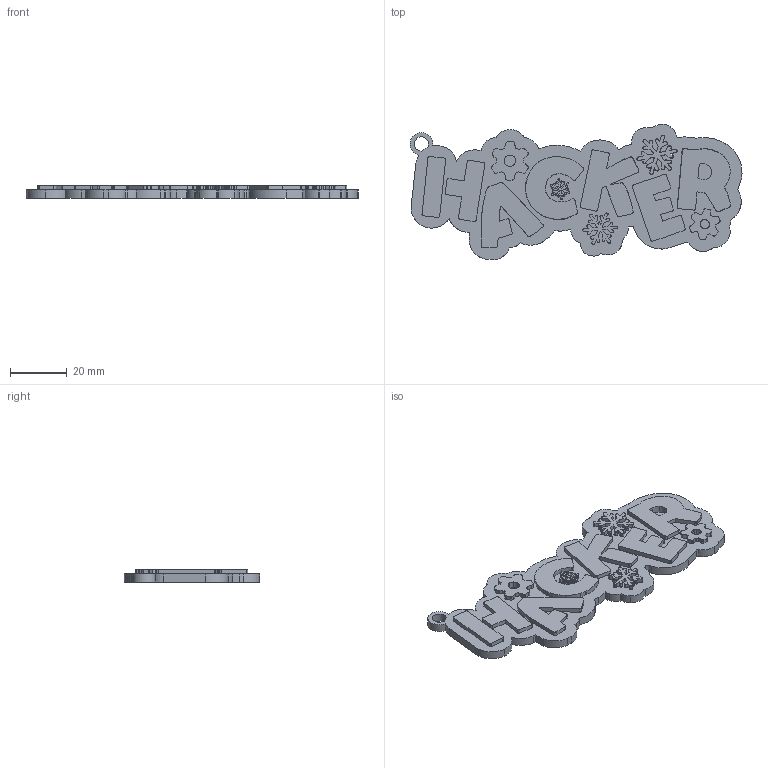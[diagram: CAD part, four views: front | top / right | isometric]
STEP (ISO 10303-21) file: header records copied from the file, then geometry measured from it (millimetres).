
FILE_DESCRIPTION(/* description */ (''),/* implementation_level */ '2;1');
FILE_NAME(/* name */ 'hackerkeychain.step',/* time_stamp */ '2025-12-15T20:27:04-08:00',/* author */ (''),/* organization */ (''),/* preprocessor_version */ 'ST-DEVELOPER v20.1',/* originating_system */ 'Autodesk Translation Framework v14.21.0.0',/* authorisation */ '');
FILE_SCHEMA (('AUTOMOTIVE_DESIGN { 1 0 10303 214 3 1 1 }'));
Length unit declared in the file: millimetre
Products named in the file (1): 2025-12-15-18-51-29-373
Bounding box: 116.84 x 47.61 x 4.5 mm (x, y, z)
Volume: 15086.5 mm3; surface area: 11546.5 mm2
Topology: 1 solids, 1 shells, 1184 faces, 3434 edges, 2190 vertices
Faces by surface type: bspline 594, plane 588, cylinder 2
Entity records: 40388 total; most frequent: CARTESIAN_POINT 14730, ORIENTED_EDGE 6868, EDGE_CURVE 3434, DIRECTION 3419, LINE 2229, VECTOR 2229, VERTEX_POINT 2190, EDGE_LOOP 1228
